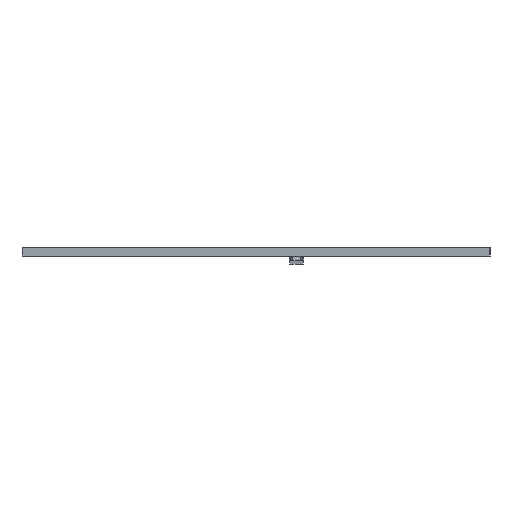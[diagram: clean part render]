
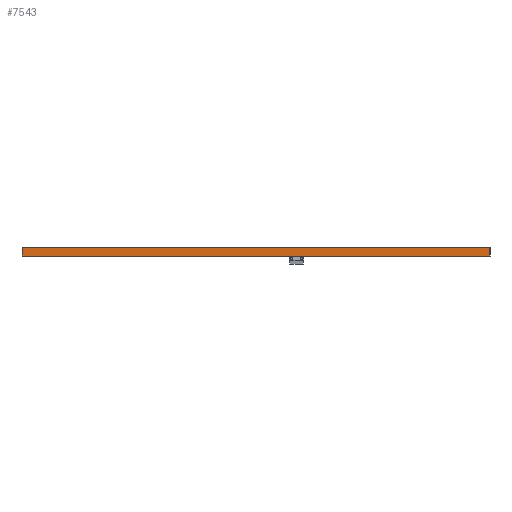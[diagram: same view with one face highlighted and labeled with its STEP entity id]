
A CAD part, left-side view. The second image highlights one B-rep face of the part: STEP entity #7543.
In plain terms, the highlighted planar face has unit normal (-1, 0, 0).
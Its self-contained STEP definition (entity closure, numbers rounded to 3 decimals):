
#7543 = ADVANCED_FACE('',(#7544),#7558,.T.);
#7544 = FACE_BOUND('',#7545,.T.);
#7545 = EDGE_LOOP('',(#7546,#7581,#7609,#7637));
#7546 = ORIENTED_EDGE('',*,*,#7547,.T.);
#7547 = EDGE_CURVE('',#7548,#7550,#7552,.T.);
#7548 = VERTEX_POINT('',#7549);
#7549 = CARTESIAN_POINT('',(95.,-173.,0.));
#7550 = VERTEX_POINT('',#7551);
#7551 = CARTESIAN_POINT('',(95.,-173.,1.6));
#7552 = SURFACE_CURVE('',#7553,(#7557,#7569),.PCURVE_S1.);
#7553 = LINE('',#7554,#7555);
#7554 = CARTESIAN_POINT('',(95.,-173.,0.));
#7555 = VECTOR('',#7556,1.);
#7556 = DIRECTION('',(0.,0.,1.));
#7557 = PCURVE('',#7558,#7563);
#7558 = PLANE('',#7559);
#7559 = AXIS2_PLACEMENT_3D('',#7560,#7561,#7562);
#7560 = CARTESIAN_POINT('',(95.,-173.,0.));
#7561 = DIRECTION('',(-1.,0.,0.));
#7562 = DIRECTION('',(0.,1.,0.));
#7563 = DEFINITIONAL_REPRESENTATION('',(#7564),#7568);
#7564 = LINE('',#7565,#7566);
#7565 = CARTESIAN_POINT('',(0.,0.));
#7566 = VECTOR('',#7567,1.);
#7567 = DIRECTION('',(0.,-1.));
#7568 = ( GEOMETRIC_REPRESENTATION_CONTEXT(2) 
PARAMETRIC_REPRESENTATION_CONTEXT() REPRESENTATION_CONTEXT('2D SPACE',''
  ) );
#7569 = PCURVE('',#7570,#7575);
#7570 = PLANE('',#7571);
#7571 = AXIS2_PLACEMENT_3D('',#7572,#7573,#7574);
#7572 = CARTESIAN_POINT('',(275.,-173.,0.));
#7573 = DIRECTION('',(0.,-1.,0.));
#7574 = DIRECTION('',(-1.,0.,0.));
#7575 = DEFINITIONAL_REPRESENTATION('',(#7576),#7580);
#7576 = LINE('',#7577,#7578);
#7577 = CARTESIAN_POINT('',(180.,0.));
#7578 = VECTOR('',#7579,1.);
#7579 = DIRECTION('',(0.,-1.));
#7580 = ( GEOMETRIC_REPRESENTATION_CONTEXT(2) 
PARAMETRIC_REPRESENTATION_CONTEXT() REPRESENTATION_CONTEXT('2D SPACE',''
  ) );
#7581 = ORIENTED_EDGE('',*,*,#7582,.T.);
#7582 = EDGE_CURVE('',#7550,#7583,#7585,.T.);
#7583 = VERTEX_POINT('',#7584);
#7584 = CARTESIAN_POINT('',(95.,-80.,1.6));
#7585 = SURFACE_CURVE('',#7586,(#7590,#7597),.PCURVE_S1.);
#7586 = LINE('',#7587,#7588);
#7587 = CARTESIAN_POINT('',(95.,-173.,1.6));
#7588 = VECTOR('',#7589,1.);
#7589 = DIRECTION('',(0.,1.,0.));
#7590 = PCURVE('',#7558,#7591);
#7591 = DEFINITIONAL_REPRESENTATION('',(#7592),#7596);
#7592 = LINE('',#7593,#7594);
#7593 = CARTESIAN_POINT('',(0.,-1.6));
#7594 = VECTOR('',#7595,1.);
#7595 = DIRECTION('',(1.,0.));
#7596 = ( GEOMETRIC_REPRESENTATION_CONTEXT(2) 
PARAMETRIC_REPRESENTATION_CONTEXT() REPRESENTATION_CONTEXT('2D SPACE',''
  ) );
#7597 = PCURVE('',#7598,#7603);
#7598 = PLANE('',#7599);
#7599 = AXIS2_PLACEMENT_3D('',#7600,#7601,#7602);
#7600 = CARTESIAN_POINT('',(95.,-173.,1.6));
#7601 = DIRECTION('',(0.,0.,1.));
#7602 = DIRECTION('',(1.,0.,0.));
#7603 = DEFINITIONAL_REPRESENTATION('',(#7604),#7608);
#7604 = LINE('',#7605,#7606);
#7605 = CARTESIAN_POINT('',(0.,0.));
#7606 = VECTOR('',#7607,1.);
#7607 = DIRECTION('',(0.,1.));
#7608 = ( GEOMETRIC_REPRESENTATION_CONTEXT(2) 
PARAMETRIC_REPRESENTATION_CONTEXT() REPRESENTATION_CONTEXT('2D SPACE',''
  ) );
#7609 = ORIENTED_EDGE('',*,*,#7610,.F.);
#7610 = EDGE_CURVE('',#7611,#7583,#7613,.T.);
#7611 = VERTEX_POINT('',#7612);
#7612 = CARTESIAN_POINT('',(95.,-80.,0.));
#7613 = SURFACE_CURVE('',#7614,(#7618,#7625),.PCURVE_S1.);
#7614 = LINE('',#7615,#7616);
#7615 = CARTESIAN_POINT('',(95.,-80.,0.));
#7616 = VECTOR('',#7617,1.);
#7617 = DIRECTION('',(0.,0.,1.));
#7618 = PCURVE('',#7558,#7619);
#7619 = DEFINITIONAL_REPRESENTATION('',(#7620),#7624);
#7620 = LINE('',#7621,#7622);
#7621 = CARTESIAN_POINT('',(93.,0.));
#7622 = VECTOR('',#7623,1.);
#7623 = DIRECTION('',(0.,-1.));
#7624 = ( GEOMETRIC_REPRESENTATION_CONTEXT(2) 
PARAMETRIC_REPRESENTATION_CONTEXT() REPRESENTATION_CONTEXT('2D SPACE',''
  ) );
#7625 = PCURVE('',#7626,#7631);
#7626 = PLANE('',#7627);
#7627 = AXIS2_PLACEMENT_3D('',#7628,#7629,#7630);
#7628 = CARTESIAN_POINT('',(95.,-80.,0.));
#7629 = DIRECTION('',(0.,1.,0.));
#7630 = DIRECTION('',(1.,0.,0.));
#7631 = DEFINITIONAL_REPRESENTATION('',(#7632),#7636);
#7632 = LINE('',#7633,#7634);
#7633 = CARTESIAN_POINT('',(0.,0.));
#7634 = VECTOR('',#7635,1.);
#7635 = DIRECTION('',(0.,-1.));
#7636 = ( GEOMETRIC_REPRESENTATION_CONTEXT(2) 
PARAMETRIC_REPRESENTATION_CONTEXT() REPRESENTATION_CONTEXT('2D SPACE',''
  ) );
#7637 = ORIENTED_EDGE('',*,*,#7638,.F.);
#7638 = EDGE_CURVE('',#7548,#7611,#7639,.T.);
#7639 = SURFACE_CURVE('',#7640,(#7644,#7651),.PCURVE_S1.);
#7640 = LINE('',#7641,#7642);
#7641 = CARTESIAN_POINT('',(95.,-173.,0.));
#7642 = VECTOR('',#7643,1.);
#7643 = DIRECTION('',(0.,1.,0.));
#7644 = PCURVE('',#7558,#7645);
#7645 = DEFINITIONAL_REPRESENTATION('',(#7646),#7650);
#7646 = LINE('',#7647,#7648);
#7647 = CARTESIAN_POINT('',(0.,0.));
#7648 = VECTOR('',#7649,1.);
#7649 = DIRECTION('',(1.,0.));
#7650 = ( GEOMETRIC_REPRESENTATION_CONTEXT(2) 
PARAMETRIC_REPRESENTATION_CONTEXT() REPRESENTATION_CONTEXT('2D SPACE',''
  ) );
#7651 = PCURVE('',#7652,#7657);
#7652 = PLANE('',#7653);
#7653 = AXIS2_PLACEMENT_3D('',#7654,#7655,#7656);
#7654 = CARTESIAN_POINT('',(95.,-173.,0.));
#7655 = DIRECTION('',(0.,0.,1.));
#7656 = DIRECTION('',(1.,0.,0.));
#7657 = DEFINITIONAL_REPRESENTATION('',(#7658),#7662);
#7658 = LINE('',#7659,#7660);
#7659 = CARTESIAN_POINT('',(0.,0.));
#7660 = VECTOR('',#7661,1.);
#7661 = DIRECTION('',(0.,1.));
#7662 = ( GEOMETRIC_REPRESENTATION_CONTEXT(2) 
PARAMETRIC_REPRESENTATION_CONTEXT() REPRESENTATION_CONTEXT('2D SPACE',''
  ) );
